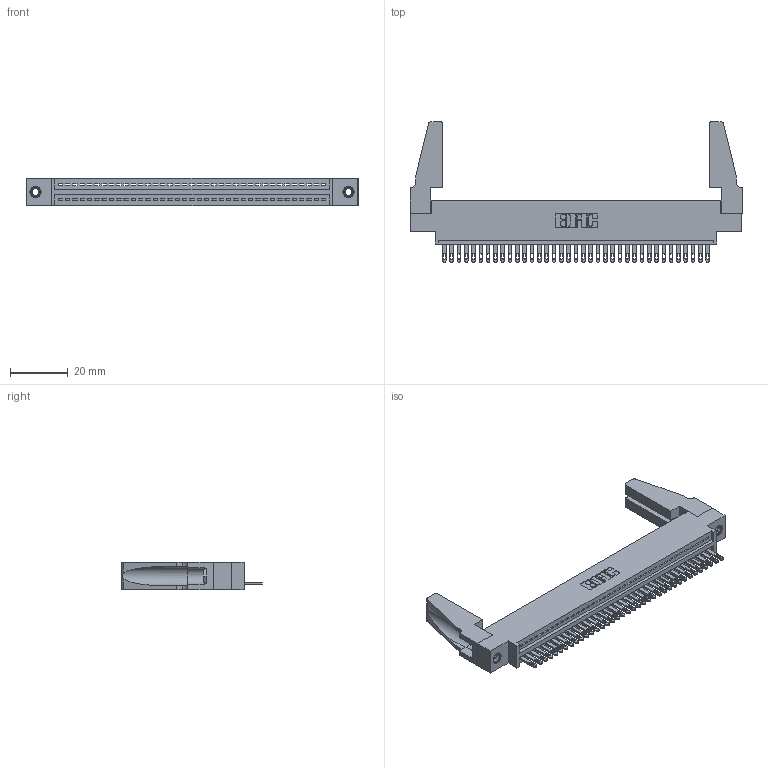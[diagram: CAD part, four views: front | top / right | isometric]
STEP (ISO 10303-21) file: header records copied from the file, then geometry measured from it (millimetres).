
FILE_DESCRIPTION (( 'STEP AP203' ), '1' );
FILE_NAME ('345-037-500-688.STEP', '2019-10-08T00:23:13', ( '' ), ( '' ), 'SwSTEP 2.0', 'SolidWorks 2016', '' );
FILE_SCHEMA (( 'CONFIG_CONTROL_DESIGN' ));
Length unit declared in the file: inch
Products named in the file (5): 345-037-500-688; 345-292-001_345-293-100; 345 Part_0.170 Offset - 0.156 Dia-TH; 345-220-078_345-220-088; 345-250-001_345-250-001-102
Assembly tree (42 placements, depth 2):
  345-037-500-688
    345 Part_0.170 Offset - 0.156 Dia-TH
    345-292-001_345-293-100  x37
    345-250-001_345-250-001-102  x2
    345-220-078_345-220-088  x2
Bounding box: 115.21 x 48.69 x 9.4 mm (x, y, z)
Volume: 14064.2 mm3; surface area: 17638.8 mm2
Topology: 42 solids, 42 shells, 2252 faces, 6883 edges, 4578 vertices
Faces by surface type: plane 1414, cylinder 822, cone 12, torus 4
Entity records: 30730 total; most frequent: CARTESIAN_POINT 5313, ORIENTED_EDGE 5244, DIRECTION 4656, EDGE_CURVE 2622, VECTOR 2296, LINE 2296, VERTEX_POINT 1742, AXIS2_PLACEMENT_3D 1180
